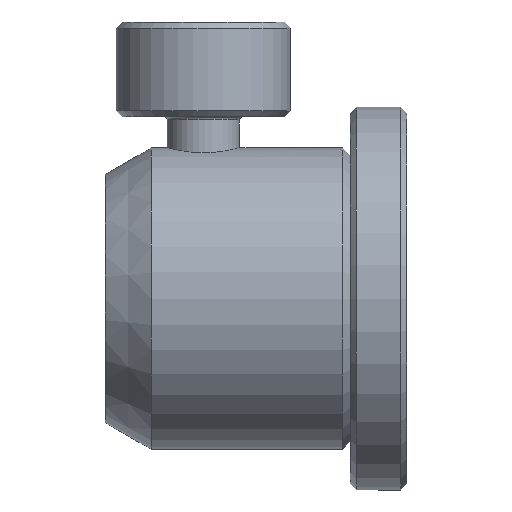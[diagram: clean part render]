
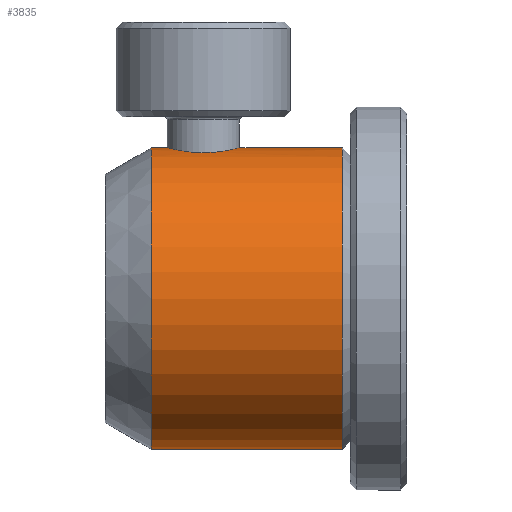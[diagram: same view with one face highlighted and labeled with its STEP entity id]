
A CAD part, left-side view. The second image highlights one B-rep face of the part: STEP entity #3835.
In plain terms, the highlighted cylindrical face has radius 12.5 mm (diameter 25 mm), a partial arc.
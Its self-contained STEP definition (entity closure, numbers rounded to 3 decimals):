
#91 = CIRCLE ( 'NONE', #2817, 12.5 ) ;
#211 = DIRECTION ( 'NONE',  ( 0., 0., 1. ) ) ;
#258 = CARTESIAN_POINT ( 'NONE',  ( -17.587, 0.206, 24.326 ) ) ;
#319 = CARTESIAN_POINT ( 'NONE',  ( -19.257, -0.871, 24.098 ) ) ;
#448 = FACE_OUTER_BOUND ( 'NONE', #4409, .T. ) ;
#495 = DIRECTION ( 'NONE',  ( 0., 0., 1. ) ) ;
#754 = EDGE_CURVE ( 'NONE', #6647, #5670, #6075, .T. ) ;
#1015 = CARTESIAN_POINT ( 'NONE',  ( -19.796, -3.44, 23.976 ) ) ;
#1073 = CARTESIAN_POINT ( 'NONE',  ( -19.896, -2.871, 23.951 ) ) ;
#1229 = DIRECTION ( 'NONE',  ( 0., -1., 0. ) ) ;
#1342 = VERTEX_POINT ( 'NONE', #8036 ) ;
#1415 = DIRECTION ( 'NONE',  ( 0., 0., -1. ) ) ;
#1496 = ORIENTED_EDGE ( 'NONE', *, *, #5583, .F. ) ;
#1529 = CARTESIAN_POINT ( 'NONE',  ( -16.777, 1.642, 24.346 ) ) ;
#1542 = EDGE_CURVE ( 'NONE', #1342, #3206, #91, .T. ) ;
#1794 = CARTESIAN_POINT ( 'NONE',  ( -17.586, -5.559, 24.326 ) ) ;
#1812 = CARTESIAN_POINT ( 'NONE',  ( -16.777, -14.214, 24.346 ) ) ;
#2156 = EDGE_CURVE ( 'NONE', #2361, #5670, #2271, .T. ) ;
#2271 = LINE ( 'NONE', #7920, #3907 ) ;
#2361 = VERTEX_POINT ( 'NONE', #1529 ) ;
#2606 = CIRCLE ( 'NONE', #8332, 12.5 ) ;
#2616 = DIRECTION ( 'NONE',  ( 0., -1., 0. ) ) ;
#2817 = AXIS2_PLACEMENT_3D ( 'NONE', #6619, #5195, #211 ) ;
#2838 = CARTESIAN_POINT ( 'NONE',  ( -16.777, 5.452, 11.846 ) ) ;
#3087 = CARTESIAN_POINT ( 'NONE',  ( -17.187, -5.635, 24.346 ) ) ;
#3121 = CARTESIAN_POINT ( 'NONE',  ( -19.896, -2.289, 23.95 ) ) ;
#3146 = CARTESIAN_POINT ( 'NONE',  ( -17.187, 0.283, 24.346 ) ) ;
#3206 = VERTEX_POINT ( 'NONE', #1812 ) ;
#3527 = DIRECTION ( 'NONE',  ( 0., -1., 0. ) ) ;
#3557 = CARTESIAN_POINT ( 'NONE',  ( -16.777, 0.284, 24.346 ) ) ;
#3781 = CARTESIAN_POINT ( 'NONE',  ( -19.496, -4.174, 24.048 ) ) ;
#3835 = ADVANCED_FACE ( 'NONE', ( #448 ), #6409, .T. ) ;
#3842 = CARTESIAN_POINT ( 'NONE',  ( -19.735, -3.627, 23.991 ) ) ;
#3907 = VECTOR ( 'NONE', #4392, 1000. ) ;
#4392 = DIRECTION ( 'NONE',  ( 0., -1., 0. ) ) ;
#4409 = EDGE_LOOP ( 'NONE', ( #8589, #4910, #4812, #7628, #1496, #5610 ) ) ;
#4431 = CARTESIAN_POINT ( 'NONE',  ( -19.575, -1.359, 24.029 ) ) ;
#4490 = CARTESIAN_POINT ( 'NONE',  ( -18.695, -0.31, 24.201 ) ) ;
#4581 = CARTESIAN_POINT ( 'NONE',  ( -16.777, 5.452, -0.654 ) ) ;
#4812 = ORIENTED_EDGE ( 'NONE', *, *, #7238, .T. ) ;
#4910 = ORIENTED_EDGE ( 'NONE', *, *, #7355, .T. ) ;
#5149 = CARTESIAN_POINT ( 'NONE',  ( -19.817, -1.912, 23.972 ) ) ;
#5195 = DIRECTION ( 'NONE',  ( 0., 1., 0. ) ) ;
#5262 = CARTESIAN_POINT ( 'NONE',  ( -19.876, -3.062, 23.956 ) ) ;
#5511 = VERTEX_POINT ( 'NONE', #6656 ) ;
#5540 = LINE ( 'NONE', #6814, #7424 ) ;
#5583 = EDGE_CURVE ( 'NONE', #6647, #3206, #5540, .T. ) ;
#5610 = ORIENTED_EDGE ( 'NONE', *, *, #754, .T. ) ;
#5670 = VERTEX_POINT ( 'NONE', #3557 ) ;
#5853 = CARTESIAN_POINT ( 'NONE',  ( -16.777, 0.284, 24.346 ) ) ;
#5913 = LINE ( 'NONE', #4581, #6143 ) ;
#5946 = CARTESIAN_POINT ( 'NONE',  ( -19.129, -0.722, 24.124 ) ) ;
#5977 = CARTESIAN_POINT ( 'NONE',  ( -18.36, -0.098, 24.251 ) ) ;
#6042 = CARTESIAN_POINT ( 'NONE',  ( -16.777, -5.635, 24.346 ) ) ;
#6075 = B_SPLINE_CURVE_WITH_KNOTS ( 'NONE', 3,
 ( #8717, #3087, #1794, #8755, #6633, #8031, #3781, #3842, #1015, #5262, #1073, #3121, #5149, #4431, #8067, #319, #5946, #4490, #5977, #258, #3146, #5853 ),
 .UNSPECIFIED., .F., .F.,
 ( 4, 2, 2, 2, 2, 2, 2, 2, 2, 2, 4 ),
 ( 0., 0.062, 0.125, 0.187, 0.219, 0.25, 0.312, 0.344, 0.375, 0.437, 0.5 ),
 .UNSPECIFIED. ) ;
#6143 = VECTOR ( 'NONE', #8943, 1000. ) ;
#6409 = CYLINDRICAL_SURFACE ( 'NONE', #7593, 12.5 ) ;
#6619 = CARTESIAN_POINT ( 'NONE',  ( -16.777, -14.214, 11.846 ) ) ;
#6633 = CARTESIAN_POINT ( 'NONE',  ( -18.695, -5.041, 24.201 ) ) ;
#6647 = VERTEX_POINT ( 'NONE', #6042 ) ;
#6656 = CARTESIAN_POINT ( 'NONE',  ( -16.777, 1.642, -0.654 ) ) ;
#6814 = CARTESIAN_POINT ( 'NONE',  ( -16.777, 5.452, 24.346 ) ) ;
#7238 = EDGE_CURVE ( 'NONE', #5511, #1342, #5913, .T. ) ;
#7355 = EDGE_CURVE ( 'NONE', #2361, #5511, #2606, .T. ) ;
#7424 = VECTOR ( 'NONE', #2616, 1000. ) ;
#7593 = AXIS2_PLACEMENT_3D ( 'NONE', #2838, #3527, #1415 ) ;
#7628 = ORIENTED_EDGE ( 'NONE', *, *, #1542, .T. ) ;
#7920 = CARTESIAN_POINT ( 'NONE',  ( -16.777, 5.452, 24.346 ) ) ;
#8031 = CARTESIAN_POINT ( 'NONE',  ( -19.272, -4.494, 24.098 ) ) ;
#8036 = CARTESIAN_POINT ( 'NONE',  ( -16.777, -14.214, -0.654 ) ) ;
#8067 = CARTESIAN_POINT ( 'NONE',  ( -19.48, -1.19, 24.051 ) ) ;
#8332 = AXIS2_PLACEMENT_3D ( 'NONE', #9040, #1229, #495 ) ;
#8589 = ORIENTED_EDGE ( 'NONE', *, *, #2156, .F. ) ;
#8717 = CARTESIAN_POINT ( 'NONE',  ( -16.777, -5.635, 24.346 ) ) ;
#8755 = CARTESIAN_POINT ( 'NONE',  ( -18.36, -5.253, 24.251 ) ) ;
#8943 = DIRECTION ( 'NONE',  ( 0., -1., 0. ) ) ;
#9040 = CARTESIAN_POINT ( 'NONE',  ( -16.777, 1.642, 11.846 ) ) ;
